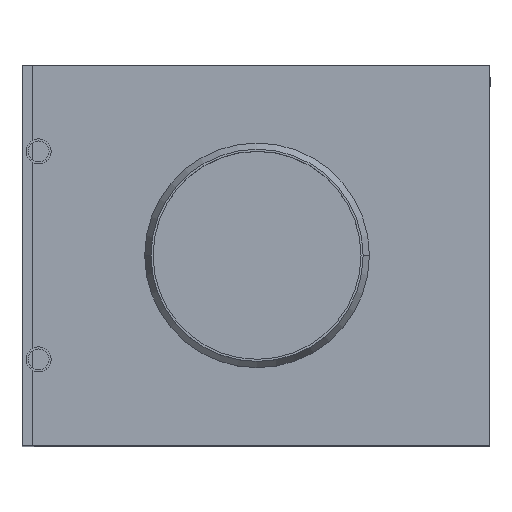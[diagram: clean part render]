
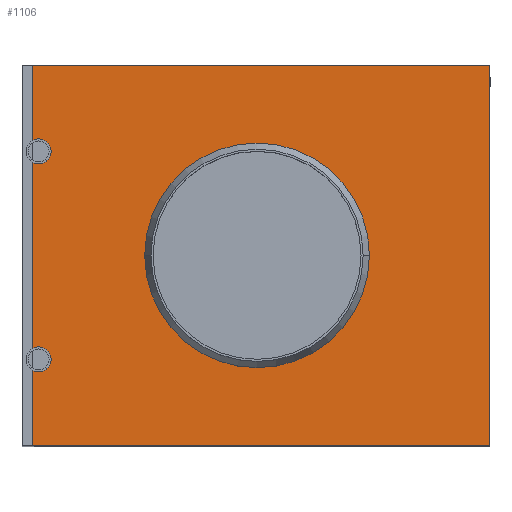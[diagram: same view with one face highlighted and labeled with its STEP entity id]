
A CAD part, top view. The second image highlights one B-rep face of the part: STEP entity #1106.
In plain terms, the highlighted planar face has unit normal (0, 0, 1).
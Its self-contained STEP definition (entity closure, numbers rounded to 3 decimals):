
#1086 = VERTEX_POINT ( 'NONE', #3824 ) ;
#1088 = EDGE_CURVE ( 'NONE', #1086, #1089, #3880, .T. ) ;
#1089 = VERTEX_POINT ( 'NONE', #3875 ) ;
#1106 = ADVANCED_FACE ( 'NONE', ( #3894, #3893 ), #3892, .T. ) ;
#1107 = EDGE_LOOP ( 'NONE', ( #1108, #1109 ) ) ;
#1108 = ORIENTED_EDGE ( 'NONE', *, *, #1124, .F. ) ;
#1109 = ORIENTED_EDGE ( 'NONE', *, *, #1110, .F. ) ;
#1110 = EDGE_CURVE ( 'NONE', #1126, #1125, #3886, .T. ) ;
#1111 = EDGE_LOOP ( 'NONE', ( #1166, #1169, #1170, #1173, #1176, #1179, #1153, #1156, #1158, #1159 ) ) ;
#1112 = VERTEX_POINT ( 'NONE', #3882 ) ;
#1114 = EDGE_CURVE ( 'NONE', #1112, #1115, #3944, .T. ) ;
#1115 = VERTEX_POINT ( 'NONE', #3940 ) ;
#1124 = EDGE_CURVE ( 'NONE', #1125, #1126, #3923, .T. ) ;
#1125 = VERTEX_POINT ( 'NONE', #3918 ) ;
#1126 = VERTEX_POINT ( 'NONE', #3917 ) ;
#1153 = ORIENTED_EDGE ( 'NONE', *, *, #1154, .T. ) ;
#1154 = EDGE_CURVE ( 'NONE', #1181, #1155, #3987, .T. ) ;
#1155 = VERTEX_POINT ( 'NONE', #3983 ) ;
#1156 = ORIENTED_EDGE ( 'NONE', *, *, #1157, .T. ) ;
#1157 = EDGE_CURVE ( 'NONE', #1155, #1115, #3982, .T. ) ;
#1158 = ORIENTED_EDGE ( 'NONE', *, *, #1114, .F. ) ;
#1159 = ORIENTED_EDGE ( 'NONE', *, *, #1160, .F. ) ;
#1160 = EDGE_CURVE ( 'NONE', #1168, #1112, #4041, .T. ) ;
#1166 = ORIENTED_EDGE ( 'NONE', *, *, #1167, .T. ) ;
#1167 = EDGE_CURVE ( 'NONE', #1168, #1089, #4025, .T. ) ;
#1168 = VERTEX_POINT ( 'NONE', #4021 ) ;
#1169 = ORIENTED_EDGE ( 'NONE', *, *, #1088, .F. ) ;
#1170 = ORIENTED_EDGE ( 'NONE', *, *, #1171, .F. ) ;
#1171 = EDGE_CURVE ( 'NONE', #1172, #1086, #4020, .T. ) ;
#1172 = VERTEX_POINT ( 'NONE', #4015 ) ;
#1173 = ORIENTED_EDGE ( 'NONE', *, *, #1174, .T. ) ;
#1174 = EDGE_CURVE ( 'NONE', #1172, #1175, #4014, .T. ) ;
#1175 = VERTEX_POINT ( 'NONE', #4010 ) ;
#1176 = ORIENTED_EDGE ( 'NONE', *, *, #1177, .T. ) ;
#1177 = EDGE_CURVE ( 'NONE', #1175, #1178, #4072, .T. ) ;
#1178 = VERTEX_POINT ( 'NONE', #4068 ) ;
#1179 = ORIENTED_EDGE ( 'NONE', *, *, #1180, .T. ) ;
#1180 = EDGE_CURVE ( 'NONE', #1178, #1181, #4067, .T. ) ;
#1181 = VERTEX_POINT ( 'NONE', #4063 ) ;
#3824 = CARTESIAN_POINT ( 'NONE',  ( -99., 37.5, 150. ) ) ;
#3875 = CARTESIAN_POINT ( 'NONE',  ( -108., 42.696, 150. ) ) ;
#3876 = DIRECTION ( 'NONE',  ( 1., 0., 0. ) ) ;
#3877 = DIRECTION ( 'NONE',  ( 0., 0., 1. ) ) ;
#3878 = CARTESIAN_POINT ( 'NONE',  ( -105., 37.5, 150. ) ) ;
#3879 = AXIS2_PLACEMENT_3D ( 'NONE', #3878, #3877, #3876 ) ;
#3880 = CIRCLE ( 'NONE', #3879, 6. ) ;
#3881 = CARTESIAN_POINT ( 'NONE',  ( -105., 137.5, 150. ) ) ;
#3882 = CARTESIAN_POINT ( 'NONE',  ( -99., 137.5, 150. ) ) ;
#3883 = DIRECTION ( 'NONE',  ( 1., 0., 0. ) ) ;
#3884 = DIRECTION ( 'NONE',  ( 0., 0., 1. ) ) ;
#3885 = AXIS2_PLACEMENT_3D ( 'NONE', #3890, #3884, #3883 ) ;
#3886 = CIRCLE ( 'NONE', #3885, 50. ) ;
#3887 = DIRECTION ( 'NONE',  ( 1., 0., 0. ) ) ;
#3888 = DIRECTION ( 'NONE',  ( 0., 0., 1. ) ) ;
#3889 = AXIS2_PLACEMENT_3D ( 'NONE', #3891, #3888, #3887 ) ;
#3890 = CARTESIAN_POINT ( 'NONE',  ( 0., 87.5, 150. ) ) ;
#3891 = CARTESIAN_POINT ( 'NONE',  ( -108., -4., 150. ) ) ;
#3892 = PLANE ( 'NONE',  #3889 ) ;
#3893 = FACE_OUTER_BOUND ( 'NONE', #1111, .T. ) ;
#3894 = FACE_BOUND ( 'NONE', #1107, .T. ) ;
#3917 = CARTESIAN_POINT ( 'NONE',  ( 50., 87.5, 150. ) ) ;
#3918 = CARTESIAN_POINT ( 'NONE',  ( -50., 87.5, 150. ) ) ;
#3919 = DIRECTION ( 'NONE',  ( 1., 0., 0. ) ) ;
#3920 = DIRECTION ( 'NONE',  ( 0., 0., 1. ) ) ;
#3921 = CARTESIAN_POINT ( 'NONE',  ( 0., 87.5, 150. ) ) ;
#3922 = AXIS2_PLACEMENT_3D ( 'NONE', #3921, #3920, #3919 ) ;
#3923 = CIRCLE ( 'NONE', #3922, 50. ) ;
#3940 = CARTESIAN_POINT ( 'NONE',  ( -108., 142.696, 150. ) ) ;
#3941 = DIRECTION ( 'NONE',  ( 1., 0., 0. ) ) ;
#3942 = DIRECTION ( 'NONE',  ( 0., 0., 1. ) ) ;
#3943 = AXIS2_PLACEMENT_3D ( 'NONE', #3881, #3942, #3941 ) ;
#3944 = CIRCLE ( 'NONE', #3943, 6. ) ;
#3979 = DIRECTION ( 'NONE',  ( 0., -1., 0. ) ) ;
#3980 = VECTOR ( 'NONE', #3979, 1000. ) ;
#3981 = CARTESIAN_POINT ( 'NONE',  ( -108., 179., 150. ) ) ;
#3982 = LINE ( 'NONE', #3981, #3980 ) ;
#3983 = CARTESIAN_POINT ( 'NONE',  ( -108., 179., 150. ) ) ;
#3984 = DIRECTION ( 'NONE',  ( -1., 0., 0. ) ) ;
#3985 = VECTOR ( 'NONE', #3984, 1000. ) ;
#3986 = CARTESIAN_POINT ( 'NONE',  ( -108., 179., 150. ) ) ;
#3987 = LINE ( 'NONE', #3986, #3985 ) ;
#4010 = CARTESIAN_POINT ( 'NONE',  ( -108., -4., 150. ) ) ;
#4011 = DIRECTION ( 'NONE',  ( 0., -1., 0. ) ) ;
#4012 = VECTOR ( 'NONE', #4011, 1000. ) ;
#4013 = CARTESIAN_POINT ( 'NONE',  ( -108., 179., 150. ) ) ;
#4014 = LINE ( 'NONE', #4013, #4012 ) ;
#4015 = CARTESIAN_POINT ( 'NONE',  ( -108., 32.304, 150. ) ) ;
#4016 = DIRECTION ( 'NONE',  ( 1., 0., 0. ) ) ;
#4017 = DIRECTION ( 'NONE',  ( 0., 0., 1. ) ) ;
#4018 = CARTESIAN_POINT ( 'NONE',  ( -105., 37.5, 150. ) ) ;
#4019 = AXIS2_PLACEMENT_3D ( 'NONE', #4018, #4017, #4016 ) ;
#4020 = CIRCLE ( 'NONE', #4019, 6. ) ;
#4021 = CARTESIAN_POINT ( 'NONE',  ( -108., 132.304, 150. ) ) ;
#4022 = DIRECTION ( 'NONE',  ( 0., -1., 0. ) ) ;
#4023 = VECTOR ( 'NONE', #4022, 1000. ) ;
#4024 = CARTESIAN_POINT ( 'NONE',  ( -108., 179., 150. ) ) ;
#4025 = LINE ( 'NONE', #4024, #4023 ) ;
#4037 = DIRECTION ( 'NONE',  ( 1., 0., 0. ) ) ;
#4038 = DIRECTION ( 'NONE',  ( 0., 0., 1. ) ) ;
#4039 = CARTESIAN_POINT ( 'NONE',  ( -105., 137.5, 150. ) ) ;
#4040 = AXIS2_PLACEMENT_3D ( 'NONE', #4039, #4038, #4037 ) ;
#4041 = CIRCLE ( 'NONE', #4040, 6. ) ;
#4063 = CARTESIAN_POINT ( 'NONE',  ( 112., 179., 150. ) ) ;
#4064 = DIRECTION ( 'NONE',  ( 0., 1., 0. ) ) ;
#4065 = VECTOR ( 'NONE', #4064, 1000. ) ;
#4066 = CARTESIAN_POINT ( 'NONE',  ( 112., 179., 150. ) ) ;
#4067 = LINE ( 'NONE', #4066, #4065 ) ;
#4068 = CARTESIAN_POINT ( 'NONE',  ( 112., -4., 150. ) ) ;
#4069 = DIRECTION ( 'NONE',  ( 1., 0., 0. ) ) ;
#4070 = VECTOR ( 'NONE', #4069, 1000. ) ;
#4071 = CARTESIAN_POINT ( 'NONE',  ( -108., -4., 150. ) ) ;
#4072 = LINE ( 'NONE', #4071, #4070 ) ;
